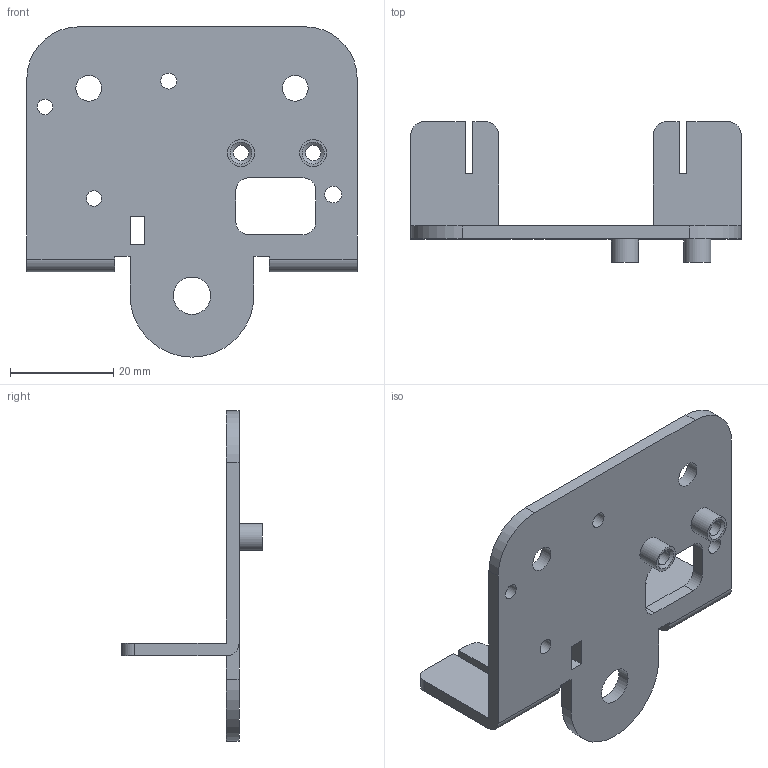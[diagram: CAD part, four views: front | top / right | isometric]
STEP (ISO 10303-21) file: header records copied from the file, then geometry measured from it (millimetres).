
FILE_DESCRIPTION(/* description */ (''),/* implementation_level */ '2;1');
FILE_NAME(/* name */ 'ender 3v2 X gantry v7.step',/* time_stamp */ '2021-03-28T13:29:50-06:00',/* author */ (''),/* organization */ (''),/* preprocessor_version */ 'ST-DEVELOPER v18.1',/* originating_system */ 'Autodesk Translation Framework v9.10.0.1330',/* authorisation */ '');
FILE_SCHEMA (('AUTOMOTIVE_DESIGN { 1 0 10303 214 3 1 1 }'));
Length unit declared in the file: millimetre
Products named in the file (1): ender 3v2 X gantry
Bounding box: 64 x 27.25 x 64 mm (x, y, z)
Volume: 9236 mm3; surface area: 8866.1 mm2
Topology: 1 solids, 1 shells, 61 faces, 171 edges, 114 vertices
Faces by surface type: plane 35, cylinder 24, cone 2
Full cylindrical faces by diameter (mm): 3 x4, 3.1 x1, 3.25 x1, 5 x2, 5.25 x2, 7.25 x1
Entity records: 2054 total; most frequent: DIRECTION 347, CARTESIAN_POINT 347, ORIENTED_EDGE 342, EDGE_CURVE 171, LINE 119, VECTOR 119, VERTEX_POINT 114, AXIS2_PLACEMENT_3D 114
